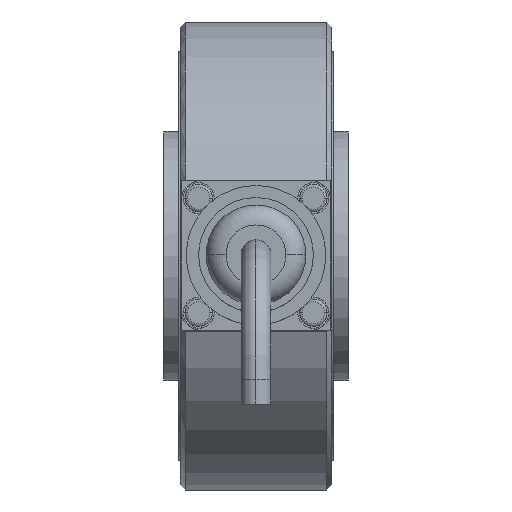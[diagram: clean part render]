
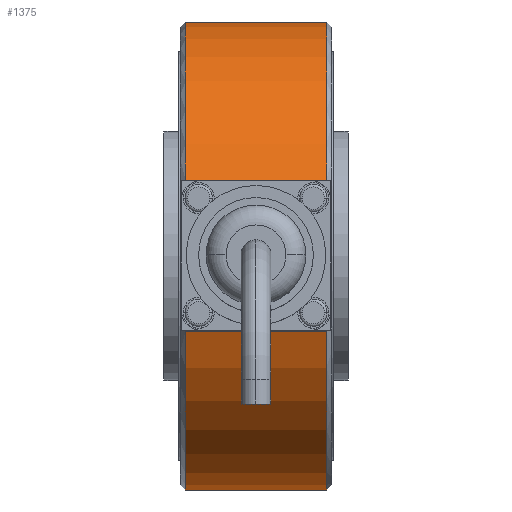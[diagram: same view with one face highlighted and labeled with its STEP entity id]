
A CAD part, top view. The second image highlights one B-rep face of the part: STEP entity #1375.
In plain terms, the highlighted cylindrical face has radius 47 mm (diameter 94 mm), a partial arc.
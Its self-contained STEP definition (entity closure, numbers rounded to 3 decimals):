
#1217=CARTESIAN_POINT('',(-14.15,44.5,-15.124));
#1218=VERTEX_POINT('',#1217);
#1240=CARTESIAN_POINT('',(-14.15,44.5,15.124));
#1241=VERTEX_POINT('',#1240);
#1255=CARTESIAN_POINT('',(14.15,44.5,15.124));
#1256=VERTEX_POINT('',#1255);
#1257=CARTESIAN_POINT('',(14.15,44.5,15.124));
#1258=DIRECTION('',(-1.0,0.0,0.0));
#1259=VECTOR('',#1258,28.3);
#1260=LINE('',#1257,#1259);
#1261=EDGE_CURVE('',#1256,#1241,#1260,.T.);
#1286=CARTESIAN_POINT('',(14.15,44.5,-15.124));
#1287=VERTEX_POINT('',#1286);
#1301=CARTESIAN_POINT('',(-14.15,44.5,-15.124));
#1302=DIRECTION('',(1.0,0.0,0.0));
#1303=VECTOR('',#1302,28.3);
#1304=LINE('',#1301,#1303);
#1305=EDGE_CURVE('',#1218,#1287,#1304,.T.);
#1352=CARTESIAN_POINT('',(0.,0.0,0.0));
#1353=DIRECTION('',(1.0,0.0,0.0));
#1354=DIRECTION('',(0.0,1.0,0.0));
#1355=AXIS2_PLACEMENT_3D('',#1352,#1353,#1354);
#1356=CYLINDRICAL_SURFACE('',#1355,47.);
#1357=ORIENTED_EDGE('',*,*,#1305,.T.);
#1358=CARTESIAN_POINT('',(14.15,0.0,0.0));
#1359=DIRECTION('',(1.0,0.0,0.0));
#1360=DIRECTION('',(0.0,1.0,0.0));
#1361=AXIS2_PLACEMENT_3D('',#1358,#1359,#1360);
#1362=CIRCLE('',#1361,47.);
#1363=EDGE_CURVE('',#1256,#1287,#1362,.T.);
#1364=ORIENTED_EDGE('',*,*,#1363,.F.);
#1365=ORIENTED_EDGE('',*,*,#1261,.T.);
#1366=CARTESIAN_POINT('',(-14.15,0.0,0.0));
#1367=DIRECTION('',(1.0,0.0,0.0));
#1368=DIRECTION('',(0.0,1.0,0.0));
#1369=AXIS2_PLACEMENT_3D('',#1366,#1367,#1368);
#1370=CIRCLE('',#1369,47.);
#1371=EDGE_CURVE('',#1241,#1218,#1370,.T.);
#1372=ORIENTED_EDGE('',*,*,#1371,.T.);
#1373=EDGE_LOOP('',(#1357,#1364,#1365,#1372));
#1374=FACE_OUTER_BOUND('',#1373,.T.);
#1375=ADVANCED_FACE('',(#1374),#1356,.T.);
